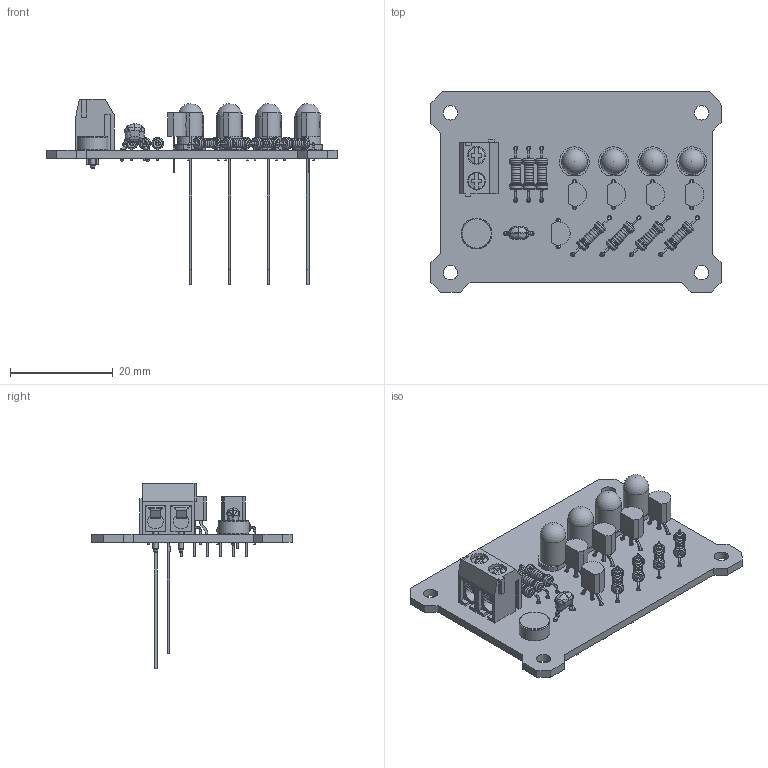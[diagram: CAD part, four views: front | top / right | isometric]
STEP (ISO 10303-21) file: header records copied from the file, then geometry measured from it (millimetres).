
FILE_DESCRIPTION(/* description */ (''),/* implementation_level */ '2;1');
FILE_NAME(/* name */ 'Dancing LEDs v7.step',/* time_stamp */ '2019-03-23T19:51:52+00:00',/* author */ (''),/* organization */ (''),/* preprocessor_version */ 'ST-DEVELOPER v17.2',/* originating_system */ 'Autodesk Translation Framework v7.6.0.251',/* authorisation */ '');
FILE_SCHEMA (('AUTOMOTIVE_DESIGN { 1 0 10303 214 3 1 1 }'));
Length unit declared in the file: millimetre
Products named in the file (13): Dancing LEDs; PCB Component; Board; +9V; Clear; Anoda+Katoda; Kučište; 10K; 1M; 100nF / 0.1uF; 1K; BC547; MICPCB
Assembly tree (23 placements, depth 4):
  Dancing LEDs
    PCB Component
      Board
      +9V
      Clear  x4
        Anoda+Katoda
        Kučište
      10K  x2
      1M
      100nF / 0.1uF
      1K  x4
      BC547  x5
      MICPCB
Bounding box: 56.52 x 39.04 x 36.14 mm (x, y, z)
Volume: 5005.5 mm3; surface area: 8648 mm2
Topology: 104 solids, 104 shells, 1058 faces, 2578 edges, 1739 vertices
Faces by surface type: plane 576, cylinder 279, bspline 98, torus 89, sphere 10, cone 6
Full cylindrical faces by diameter (mm): 0.35 x42, 0.4 x2, 0.65 x8, 0.7 x4, 0.813 x39, 1 x2, 1.27 x5, 1.321 x2, 1.8 x42, 1.82 x21, 2 x4, 2.1 x2, 2.3 x14, 2.32 x14, 2.8 x4, 3 x2, 3.2 x2, 3.5 x2, 4.6 x2, 5 x4, 5.8 x1, 6 x1
Entity records: 22353 total; most frequent: CARTESIAN_POINT 7214, DIRECTION 3039, ORIENTED_EDGE 2888, EDGE_CURVE 1444, AXIS2_PLACEMENT_3D 1176, VERTEX_POINT 977, EDGE_LOOP 731, LINE 687
